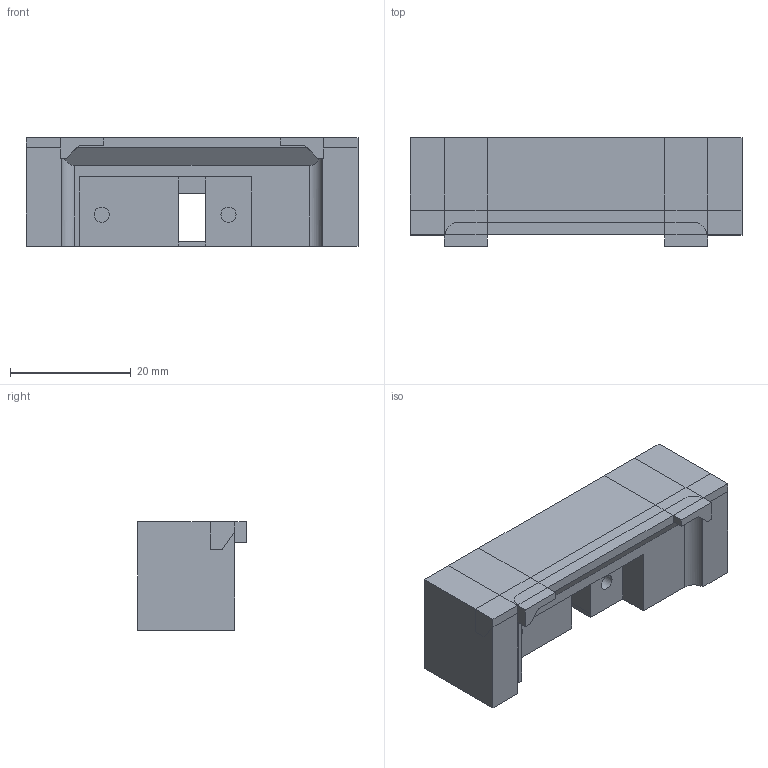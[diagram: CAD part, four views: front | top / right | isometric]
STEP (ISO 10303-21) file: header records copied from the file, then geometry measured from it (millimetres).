
FILE_DESCRIPTION(('FreeCAD Model'),'2;1');
FILE_NAME('ladeschale_oberteil.stp', '2016-02-12T13:11:55',('Author'),(''), 'Open CASCADE STEP processor 6.8','FreeCAD','Unknown');
FILE_SCHEMA(('AUTOMOTIVE_DESIGN_CC2 { 1 2 10303 214 -1 1 5 4 }'));
Length unit declared in the file: millimetre
Products named in the file (1): Pocket006
Bounding box: 55 x 18 x 18 mm (x, y, z)
Volume: 12449.5 mm3; surface area: 5017.8 mm2
Topology: 1 solids, 1 shells, 68 faces, 175 edges, 112 vertices
Faces by surface type: plane 62, cylinder 6
Full cylindrical faces by diameter (mm): 2.5 x4
Entity records: 4316 total; most frequent: CARTESIAN_POINT 804, DIRECTION 630, LINE 449, VECTOR 449, ORIENTED_EDGE 350, PCURVE 350, DEFINITIONAL_REPRESENTATION 350, EDGE_CURVE 175
